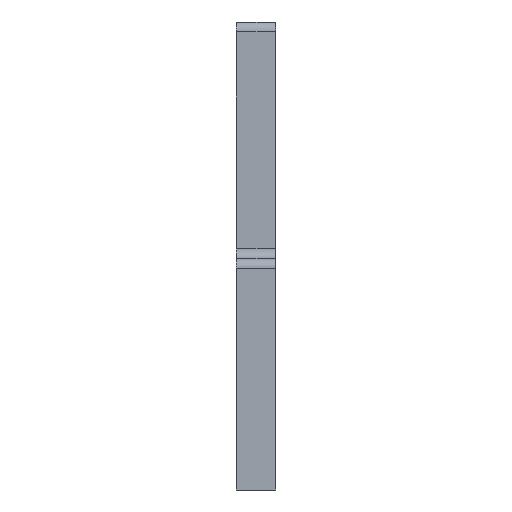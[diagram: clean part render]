
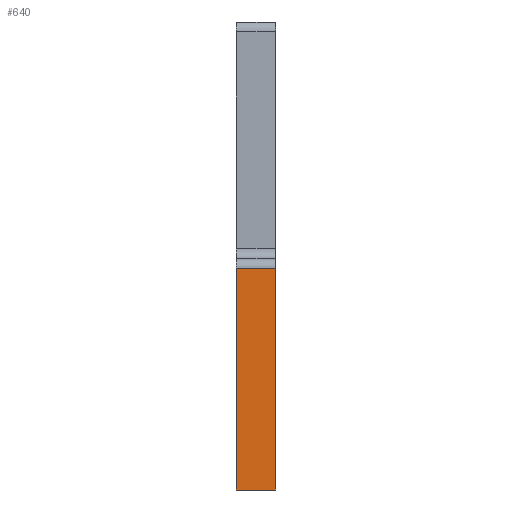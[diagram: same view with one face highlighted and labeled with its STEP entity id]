
A CAD part, left-side view. The second image highlights one B-rep face of the part: STEP entity #640.
In plain terms, the highlighted planar face has unit normal (-1, 0, 0).
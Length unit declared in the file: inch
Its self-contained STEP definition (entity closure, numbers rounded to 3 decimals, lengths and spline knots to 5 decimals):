
#3 = AXIS2_PLACEMENT_3D ( 'NONE', #491, #447, #503 ) ;
#11 = VERTEX_POINT ( 'NONE', #254 ) ;
#76 = VECTOR ( 'NONE', #766, 39.37008 ) ;
#83 = ORIENTED_EDGE ( 'NONE', *, *, #587, .T. ) ;
#140 = DIRECTION ( 'NONE',  ( 0., -1., 0. ) ) ;
#201 = VECTOR ( 'NONE', #528, 39.37008 ) ;
#213 = PLANE ( 'NONE',  #3 ) ;
#240 = EDGE_CURVE ( 'NONE', #11, #757, #728, .T. ) ;
#254 = CARTESIAN_POINT ( 'NONE',  ( -9.5, 0.25, -3. ) ) ;
#263 = CARTESIAN_POINT ( 'NONE',  ( -9.5, 0.25, -3. ) ) ;
#275 = DIRECTION ( 'NONE',  ( 0., 0., 1. ) ) ;
#301 = CARTESIAN_POINT ( 'NONE',  ( -9.5, -0.25, -3. ) ) ;
#342 = CARTESIAN_POINT ( 'NONE',  ( -9.5, 0.25, -0.155 ) ) ;
#378 = FACE_OUTER_BOUND ( 'NONE', #420, .T. ) ;
#379 = ORIENTED_EDGE ( 'NONE', *, *, #460, .F. ) ;
#402 = EDGE_CURVE ( 'NONE', #554, #603, #584, .T. ) ;
#409 = LINE ( 'NONE', #642, #496 ) ;
#420 = EDGE_LOOP ( 'NONE', ( #83, #423, #379, #471 ) ) ;
#423 = ORIENTED_EDGE ( 'NONE', *, *, #402, .T. ) ;
#447 = DIRECTION ( 'NONE',  ( 1., 0., 0. ) ) ;
#460 = EDGE_CURVE ( 'NONE', #11, #603, #409, .T. ) ;
#471 = ORIENTED_EDGE ( 'NONE', *, *, #240, .T. ) ;
#491 = CARTESIAN_POINT ( 'NONE',  ( -9.5, 0.25, -3. ) ) ;
#496 = VECTOR ( 'NONE', #275, 39.37008 ) ;
#503 = DIRECTION ( 'NONE',  ( 0., 0., -1. ) ) ;
#513 = VECTOR ( 'NONE', #140, 39.37008 ) ;
#528 = DIRECTION ( 'NONE',  ( 0., 1., 0. ) ) ;
#531 = CARTESIAN_POINT ( 'NONE',  ( -9.5, -0.25, -0.155 ) ) ;
#533 = CARTESIAN_POINT ( 'NONE',  ( -9.5, 0.25, -0.155 ) ) ;
#554 = VERTEX_POINT ( 'NONE', #531 ) ;
#584 = LINE ( 'NONE', #342, #201 ) ;
#587 = EDGE_CURVE ( 'NONE', #757, #554, #649, .T. ) ;
#603 = VERTEX_POINT ( 'NONE', #533 ) ;
#640 = ADVANCED_FACE ( 'NONE', ( #378 ), #213, .F. ) ;
#642 = CARTESIAN_POINT ( 'NONE',  ( -9.5, 0.25, -3. ) ) ;
#649 = LINE ( 'NONE', #301, #76 ) ;
#702 = CARTESIAN_POINT ( 'NONE',  ( -9.5, -0.25, -3. ) ) ;
#728 = LINE ( 'NONE', #263, #513 ) ;
#757 = VERTEX_POINT ( 'NONE', #702 ) ;
#766 = DIRECTION ( 'NONE',  ( 0., 0., 1. ) ) ;
